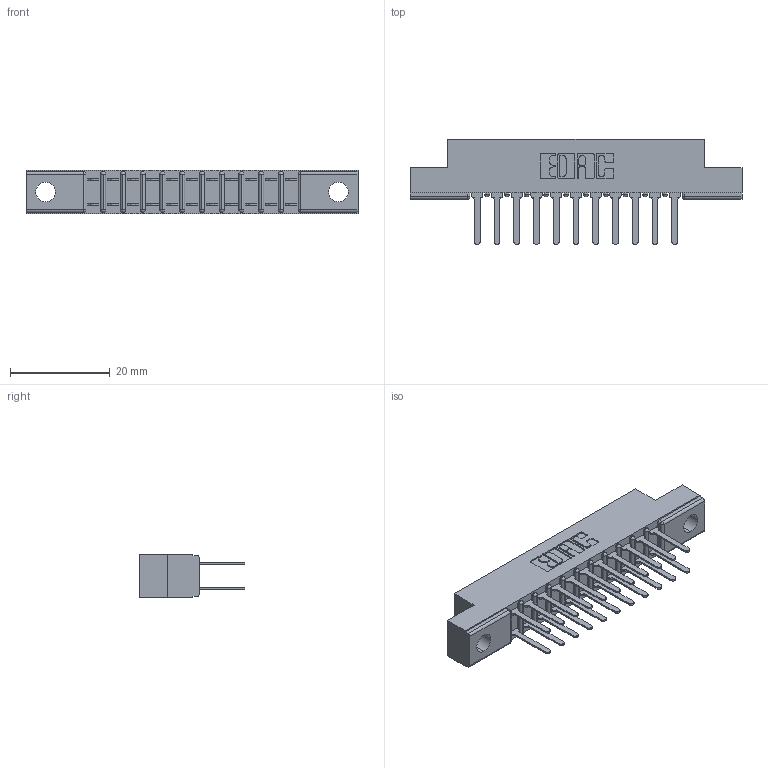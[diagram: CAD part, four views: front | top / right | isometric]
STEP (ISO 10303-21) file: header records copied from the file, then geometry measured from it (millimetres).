
FILE_DESCRIPTION (( 'STEP AP203' ), '1' );
FILE_NAME ('307-022-522-202.STEP', '2019-09-05T21:13:50', ( '' ), ( '' ), 'SwSTEP 2.0', 'SolidWorks 2016', '' );
FILE_SCHEMA (( 'CONFIG_CONTROL_DESIGN' ));
Length unit declared in the file: inch
Products named in the file (3): 307 Part_.128 Dia Mounting Holes; 307-290-001_522; 307-022-522-202
Assembly tree (23 placements, depth 2):
  307-022-522-202
    307 Part_.128 Dia Mounting Holes
    307-290-001_522  x22
Bounding box: 66.6 x 21.11 x 8.71 mm (x, y, z)
Volume: 4317 mm3; surface area: 7146.2 mm2
Topology: 23 solids, 23 shells, 1142 faces, 3183 edges, 2058 vertices
Faces by surface type: plane 752, cylinder 366, sphere 24
Entity records: 13574 total; most frequent: CARTESIAN_POINT 2227, ORIENTED_EDGE 2202, DIRECTION 2195, EDGE_CURVE 1101, LINE 831, VECTOR 831, VERTEX_POINT 714, AXIS2_PLACEMENT_3D 682
